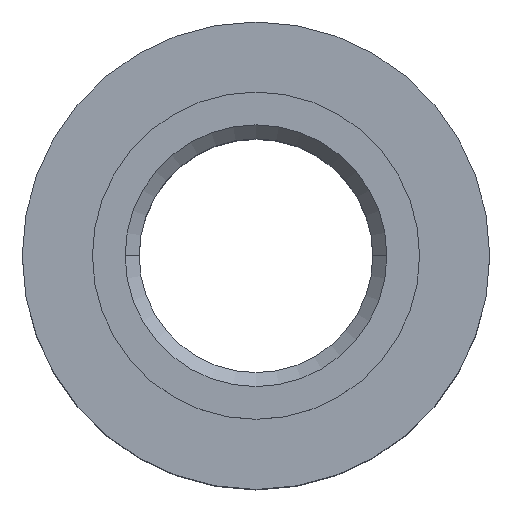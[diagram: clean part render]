
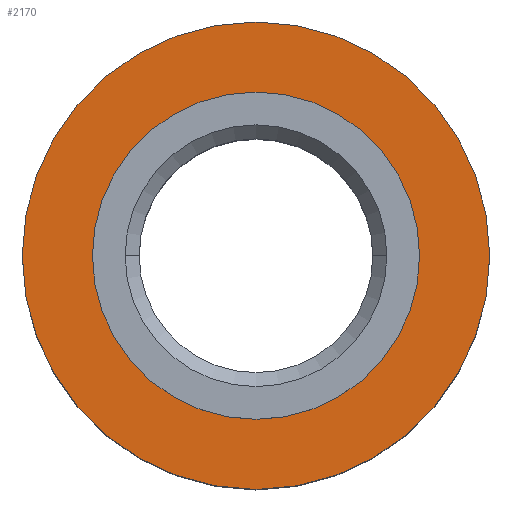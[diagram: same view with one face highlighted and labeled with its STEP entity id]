
A CAD part, top view. The second image highlights one B-rep face of the part: STEP entity #2170.
In plain terms, the highlighted planar face has unit normal (0, 0, 1).
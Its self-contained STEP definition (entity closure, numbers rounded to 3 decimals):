
#20 = EDGE_CURVE ( 'NONE', #4250, #4252, #2721, .T. ) ;
#41 = EDGE_CURVE ( 'NONE', #4260, #4248, #2757, .T. ) ;
#365 = EDGE_CURVE ( 'NONE', #4248, #4260, #759, .T. ) ;
#366 = EDGE_CURVE ( 'NONE', #4252, #4250, #760, .T. ) ;
#401 = AXIS2_PLACEMENT_3D ( 'NONE', #1262, #1261, #1260 ) ;
#410 = AXIS2_PLACEMENT_3D ( 'NONE', #1209, #1208, #1206 ) ;
#550 = AXIS2_PLACEMENT_3D ( 'NONE', #1304, #1305, #1306 ) ;
#551 = AXIS2_PLACEMENT_3D ( 'NONE', #1307, #1308, #1309 ) ;
#611 = AXIS2_PLACEMENT_3D ( 'NONE', #1540, #1539, #1544 ) ;
#759 = CIRCLE ( 'NONE', #550, 3.5 ) ;
#760 = CIRCLE ( 'NONE', #551, 5. ) ;
#874 = FACE_BOUND ( 'NONE', #4326, .T. ) ;
#878 = FACE_OUTER_BOUND ( 'NONE', #4321, .T. ) ;
#1206 = DIRECTION ( 'NONE',  ( 1., 0., 0. ) ) ;
#1208 = DIRECTION ( 'NONE',  ( 0., 0., 1. ) ) ;
#1209 = CARTESIAN_POINT ( 'NONE',  ( 0., 0., 3.375 ) ) ;
#1260 = DIRECTION ( 'NONE',  ( 1., 0., 0. ) ) ;
#1261 = DIRECTION ( 'NONE',  ( 0., 0., 1. ) ) ;
#1262 = CARTESIAN_POINT ( 'NONE',  ( 0., 0., 3.375 ) ) ;
#1304 = CARTESIAN_POINT ( 'NONE',  ( 0., 0., 3.375 ) ) ;
#1305 = DIRECTION ( 'NONE',  ( 0., 0., 1. ) ) ;
#1306 = DIRECTION ( 'NONE',  ( 1., 0., 0. ) ) ;
#1307 = CARTESIAN_POINT ( 'NONE',  ( 0., 0., 3.375 ) ) ;
#1308 = DIRECTION ( 'NONE',  ( 0., 0., 1. ) ) ;
#1309 = DIRECTION ( 'NONE',  ( 1., 0., 0. ) ) ;
#1539 = DIRECTION ( 'NONE',  ( 0., 0., -1. ) ) ;
#1540 = CARTESIAN_POINT ( 'NONE',  ( 0., 3.5, 3.375 ) ) ;
#1542 = PLANE ( 'NONE',  #611 ) ;
#1544 = DIRECTION ( 'NONE',  ( -1., 0., 0. ) ) ;
#2085 = CARTESIAN_POINT ( 'NONE',  ( -3.5, 0., 3.375 ) ) ;
#2087 = CARTESIAN_POINT ( 'NONE',  ( 5., 0., 3.375 ) ) ;
#2089 = CARTESIAN_POINT ( 'NONE',  ( -5., 0., 3.375 ) ) ;
#2097 = CARTESIAN_POINT ( 'NONE',  ( 3.5, 0., 3.375 ) ) ;
#2170 = ADVANCED_FACE ( 'NONE', ( #874, #878 ), #1542, .F. ) ;
#2721 = CIRCLE ( 'NONE', #401, 5. ) ;
#2757 = CIRCLE ( 'NONE', #410, 3.5 ) ;
#3559 = ORIENTED_EDGE ( 'NONE', *, *, #41, .F. ) ;
#3560 = ORIENTED_EDGE ( 'NONE', *, *, #365, .F. ) ;
#3561 = ORIENTED_EDGE ( 'NONE', *, *, #20, .T. ) ;
#3562 = ORIENTED_EDGE ( 'NONE', *, *, #366, .T. ) ;
#4248 = VERTEX_POINT ( 'NONE', #2085 ) ;
#4250 = VERTEX_POINT ( 'NONE', #2087 ) ;
#4252 = VERTEX_POINT ( 'NONE', #2089 ) ;
#4260 = VERTEX_POINT ( 'NONE', #2097 ) ;
#4321 = EDGE_LOOP ( 'NONE', ( #3561, #3562 ) ) ;
#4326 = EDGE_LOOP ( 'NONE', ( #3559, #3560 ) ) ;
